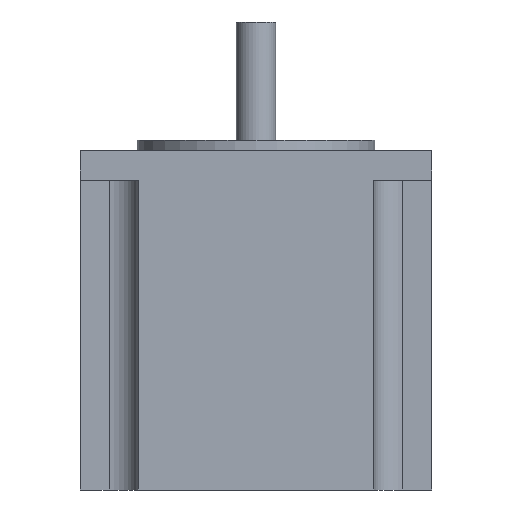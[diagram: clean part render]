
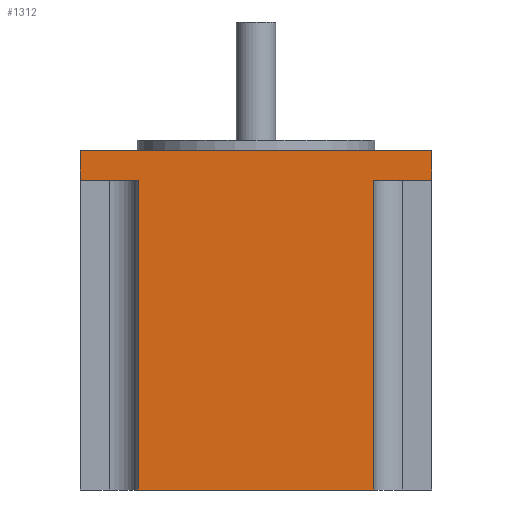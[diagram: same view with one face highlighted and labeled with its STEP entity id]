
A CAD part, left-side view. The second image highlights one B-rep face of the part: STEP entity #1312.
In plain terms, the highlighted planar face has unit normal (-1, 0, 0).
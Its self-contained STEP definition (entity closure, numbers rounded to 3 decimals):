
#33 = VERTEX_POINT('',#34);
#34 = CARTESIAN_POINT('',(-28.2,28.2,49.7));
#43 = PLANE('',#44);
#44 = AXIS2_PLACEMENT_3D('',#45,#46,#47);
#45 = CARTESIAN_POINT('',(-28.2,28.2,0.));
#46 = DIRECTION('',(0.,1.,0.));
#47 = DIRECTION('',(1.,0.,0.));
#55 = PLANE('',#56);
#56 = AXIS2_PLACEMENT_3D('',#57,#58,#59);
#57 = CARTESIAN_POINT('',(-28.2,28.2,49.7));
#58 = DIRECTION('',(0.,0.,1.));
#59 = DIRECTION('',(1.,0.,0.));
#67 = EDGE_CURVE('',#33,#68,#70,.T.);
#68 = VERTEX_POINT('',#69);
#69 = CARTESIAN_POINT('',(-28.2,28.2,54.5));
#70 = SURFACE_CURVE('',#71,(#75,#82),.PCURVE_S1.);
#71 = LINE('',#72,#73);
#72 = CARTESIAN_POINT('',(-28.2,28.2,0.));
#73 = VECTOR('',#74,1.);
#74 = DIRECTION('',(0.,0.,1.));
#75 = PCURVE('',#43,#76);
#76 = DEFINITIONAL_REPRESENTATION('',(#77),#81);
#77 = LINE('',#78,#79);
#78 = CARTESIAN_POINT('',(0.,0.));
#79 = VECTOR('',#80,1.);
#80 = DIRECTION('',(0.,-1.));
#81 = ( GEOMETRIC_REPRESENTATION_CONTEXT(2) 
PARAMETRIC_REPRESENTATION_CONTEXT() REPRESENTATION_CONTEXT('2D SPACE',''
  ) );
#82 = PCURVE('',#83,#88);
#83 = PLANE('',#84);
#84 = AXIS2_PLACEMENT_3D('',#85,#86,#87);
#85 = CARTESIAN_POINT('',(-28.2,-28.2,0.));
#86 = DIRECTION('',(-1.,0.,0.));
#87 = DIRECTION('',(0.,1.,0.));
#88 = DEFINITIONAL_REPRESENTATION('',(#89),#93);
#89 = LINE('',#90,#91);
#90 = CARTESIAN_POINT('',(56.4,0.));
#91 = VECTOR('',#92,1.);
#92 = DIRECTION('',(0.,-1.));
#93 = ( GEOMETRIC_REPRESENTATION_CONTEXT(2) 
PARAMETRIC_REPRESENTATION_CONTEXT() REPRESENTATION_CONTEXT('2D SPACE',''
  ) );
#111 = PLANE('',#112);
#112 = AXIS2_PLACEMENT_3D('',#113,#114,#115);
#113 = CARTESIAN_POINT('',(-28.2,28.2,54.5));
#114 = DIRECTION('',(0.,0.,1.));
#115 = DIRECTION('',(1.,0.,0.));
#223 = PLANE('',#224);
#224 = AXIS2_PLACEMENT_3D('',#225,#226,#227);
#225 = CARTESIAN_POINT('',(-28.2,28.2,0.));
#226 = DIRECTION('',(0.,0.,1.));
#227 = DIRECTION('',(1.,0.,0.));
#265 = EDGE_CURVE('',#33,#266,#268,.T.);
#266 = VERTEX_POINT('',#267);
#267 = CARTESIAN_POINT('',(-28.2,18.9,49.7));
#268 = SURFACE_CURVE('',#269,(#273,#280),.PCURVE_S1.);
#269 = LINE('',#270,#271);
#270 = CARTESIAN_POINT('',(-28.2,28.2,49.7));
#271 = VECTOR('',#272,1.);
#272 = DIRECTION('',(0.,-1.,0.));
#273 = PCURVE('',#55,#274);
#274 = DEFINITIONAL_REPRESENTATION('',(#275),#279);
#275 = LINE('',#276,#277);
#276 = CARTESIAN_POINT('',(0.,0.));
#277 = VECTOR('',#278,1.);
#278 = DIRECTION('',(0.,-1.));
#279 = ( GEOMETRIC_REPRESENTATION_CONTEXT(2) 
PARAMETRIC_REPRESENTATION_CONTEXT() REPRESENTATION_CONTEXT('2D SPACE',''
  ) );
#280 = PCURVE('',#83,#281);
#281 = DEFINITIONAL_REPRESENTATION('',(#282),#286);
#282 = LINE('',#283,#284);
#283 = CARTESIAN_POINT('',(56.4,-49.7));
#284 = VECTOR('',#285,1.);
#285 = DIRECTION('',(-1.,0.));
#286 = ( GEOMETRIC_REPRESENTATION_CONTEXT(2) 
PARAMETRIC_REPRESENTATION_CONTEXT() REPRESENTATION_CONTEXT('2D SPACE',''
  ) );
#304 = PLANE('',#305);
#305 = AXIS2_PLACEMENT_3D('',#306,#307,#308);
#306 = CARTESIAN_POINT('',(-28.2,18.9,0.));
#307 = DIRECTION('',(0.,1.,0.));
#308 = DIRECTION('',(1.,0.,0.));
#484 = VERTEX_POINT('',#485);
#485 = CARTESIAN_POINT('',(-28.2,18.9,0.));
#506 = EDGE_CURVE('',#507,#484,#509,.T.);
#507 = VERTEX_POINT('',#508);
#508 = CARTESIAN_POINT('',(-28.2,-18.9,0.));
#509 = SURFACE_CURVE('',#510,(#514,#521),.PCURVE_S1.);
#510 = LINE('',#511,#512);
#511 = CARTESIAN_POINT('',(-28.2,-28.2,0.));
#512 = VECTOR('',#513,1.);
#513 = DIRECTION('',(0.,1.,0.));
#514 = PCURVE('',#223,#515);
#515 = DEFINITIONAL_REPRESENTATION('',(#516),#520);
#516 = LINE('',#517,#518);
#517 = CARTESIAN_POINT('',(0.,-56.4));
#518 = VECTOR('',#519,1.);
#519 = DIRECTION('',(0.,1.));
#520 = ( GEOMETRIC_REPRESENTATION_CONTEXT(2) 
PARAMETRIC_REPRESENTATION_CONTEXT() REPRESENTATION_CONTEXT('2D SPACE',''
  ) );
#521 = PCURVE('',#83,#522);
#522 = DEFINITIONAL_REPRESENTATION('',(#523),#527);
#523 = LINE('',#524,#525);
#524 = CARTESIAN_POINT('',(0.,0.));
#525 = VECTOR('',#526,1.);
#526 = DIRECTION('',(1.,0.));
#527 = ( GEOMETRIC_REPRESENTATION_CONTEXT(2) 
PARAMETRIC_REPRESENTATION_CONTEXT() REPRESENTATION_CONTEXT('2D SPACE',''
  ) );
#545 = PLANE('',#546);
#546 = AXIS2_PLACEMENT_3D('',#547,#548,#549);
#547 = CARTESIAN_POINT('',(-23.544,-18.9,0.));
#548 = DIRECTION('',(0.,-1.,0.));
#549 = DIRECTION('',(-1.,0.,0.));
#634 = PLANE('',#635);
#635 = AXIS2_PLACEMENT_3D('',#636,#637,#638);
#636 = CARTESIAN_POINT('',(28.2,-28.2,0.));
#637 = DIRECTION('',(0.,-1.,0.));
#638 = DIRECTION('',(-1.,0.,0.));
#1123 = EDGE_CURVE('',#1124,#68,#1126,.T.);
#1124 = VERTEX_POINT('',#1125);
#1125 = CARTESIAN_POINT('',(-28.2,-28.2,54.5));
#1126 = SURFACE_CURVE('',#1127,(#1131,#1138),.PCURVE_S1.);
#1127 = LINE('',#1128,#1129);
#1128 = CARTESIAN_POINT('',(-28.2,-28.2,54.5));
#1129 = VECTOR('',#1130,1.);
#1130 = DIRECTION('',(0.,1.,0.));
#1131 = PCURVE('',#111,#1132);
#1132 = DEFINITIONAL_REPRESENTATION('',(#1133),#1137);
#1133 = LINE('',#1134,#1135);
#1134 = CARTESIAN_POINT('',(0.,-56.4));
#1135 = VECTOR('',#1136,1.);
#1136 = DIRECTION('',(0.,1.));
#1137 = ( GEOMETRIC_REPRESENTATION_CONTEXT(2) 
PARAMETRIC_REPRESENTATION_CONTEXT() REPRESENTATION_CONTEXT('2D SPACE',''
  ) );
#1138 = PCURVE('',#83,#1139);
#1139 = DEFINITIONAL_REPRESENTATION('',(#1140),#1144);
#1140 = LINE('',#1141,#1142);
#1141 = CARTESIAN_POINT('',(0.,-54.5));
#1142 = VECTOR('',#1143,1.);
#1143 = DIRECTION('',(1.,0.));
#1144 = ( GEOMETRIC_REPRESENTATION_CONTEXT(2) 
PARAMETRIC_REPRESENTATION_CONTEXT() REPRESENTATION_CONTEXT('2D SPACE',''
  ) );
#1312 = ADVANCED_FACE('',(#1313),#83,.T.);
#1313 = FACE_BOUND('',#1314,.T.);
#1314 = EDGE_LOOP('',(#1315,#1345,#1366,#1367,#1368,#1369,#1390,#1391));
#1315 = ORIENTED_EDGE('',*,*,#1316,.T.);
#1316 = EDGE_CURVE('',#1317,#1319,#1321,.T.);
#1317 = VERTEX_POINT('',#1318);
#1318 = CARTESIAN_POINT('',(-28.2,-18.9,49.7));
#1319 = VERTEX_POINT('',#1320);
#1320 = CARTESIAN_POINT('',(-28.2,-28.2,49.7));
#1321 = SURFACE_CURVE('',#1322,(#1326,#1333),.PCURVE_S1.);
#1322 = LINE('',#1323,#1324);
#1323 = CARTESIAN_POINT('',(-28.2,-18.9,49.7));
#1324 = VECTOR('',#1325,1.);
#1325 = DIRECTION('',(0.,-1.,0.));
#1326 = PCURVE('',#83,#1327);
#1327 = DEFINITIONAL_REPRESENTATION('',(#1328),#1332);
#1328 = LINE('',#1329,#1330);
#1329 = CARTESIAN_POINT('',(9.3,-49.7));
#1330 = VECTOR('',#1331,1.);
#1331 = DIRECTION('',(-1.,0.));
#1332 = ( GEOMETRIC_REPRESENTATION_CONTEXT(2) 
PARAMETRIC_REPRESENTATION_CONTEXT() REPRESENTATION_CONTEXT('2D SPACE',''
  ) );
#1333 = PCURVE('',#1334,#1339);
#1334 = PLANE('',#1335);
#1335 = AXIS2_PLACEMENT_3D('',#1336,#1337,#1338);
#1336 = CARTESIAN_POINT('',(-23.544,-18.9,49.7));
#1337 = DIRECTION('',(0.,0.,-1.));
#1338 = DIRECTION('',(-1.,0.,0.));
#1339 = DEFINITIONAL_REPRESENTATION('',(#1340),#1344);
#1340 = LINE('',#1341,#1342);
#1341 = CARTESIAN_POINT('',(4.656,0.));
#1342 = VECTOR('',#1343,1.);
#1343 = DIRECTION('',(0.,-1.));
#1344 = ( GEOMETRIC_REPRESENTATION_CONTEXT(2) 
PARAMETRIC_REPRESENTATION_CONTEXT() REPRESENTATION_CONTEXT('2D SPACE',''
  ) );
#1345 = ORIENTED_EDGE('',*,*,#1346,.T.);
#1346 = EDGE_CURVE('',#1319,#1124,#1347,.T.);
#1347 = SURFACE_CURVE('',#1348,(#1352,#1359),.PCURVE_S1.);
#1348 = LINE('',#1349,#1350);
#1349 = CARTESIAN_POINT('',(-28.2,-28.2,0.));
#1350 = VECTOR('',#1351,1.);
#1351 = DIRECTION('',(0.,0.,1.));
#1352 = PCURVE('',#83,#1353);
#1353 = DEFINITIONAL_REPRESENTATION('',(#1354),#1358);
#1354 = LINE('',#1355,#1356);
#1355 = CARTESIAN_POINT('',(0.,0.));
#1356 = VECTOR('',#1357,1.);
#1357 = DIRECTION('',(0.,-1.));
#1358 = ( GEOMETRIC_REPRESENTATION_CONTEXT(2) 
PARAMETRIC_REPRESENTATION_CONTEXT() REPRESENTATION_CONTEXT('2D SPACE',''
  ) );
#1359 = PCURVE('',#634,#1360);
#1360 = DEFINITIONAL_REPRESENTATION('',(#1361),#1365);
#1361 = LINE('',#1362,#1363);
#1362 = CARTESIAN_POINT('',(56.4,0.));
#1363 = VECTOR('',#1364,1.);
#1364 = DIRECTION('',(0.,-1.));
#1365 = ( GEOMETRIC_REPRESENTATION_CONTEXT(2) 
PARAMETRIC_REPRESENTATION_CONTEXT() REPRESENTATION_CONTEXT('2D SPACE',''
  ) );
#1366 = ORIENTED_EDGE('',*,*,#1123,.T.);
#1367 = ORIENTED_EDGE('',*,*,#67,.F.);
#1368 = ORIENTED_EDGE('',*,*,#265,.T.);
#1369 = ORIENTED_EDGE('',*,*,#1370,.F.);
#1370 = EDGE_CURVE('',#484,#266,#1371,.T.);
#1371 = SURFACE_CURVE('',#1372,(#1376,#1383),.PCURVE_S1.);
#1372 = LINE('',#1373,#1374);
#1373 = CARTESIAN_POINT('',(-28.2,18.9,0.));
#1374 = VECTOR('',#1375,1.);
#1375 = DIRECTION('',(0.,0.,1.));
#1376 = PCURVE('',#83,#1377);
#1377 = DEFINITIONAL_REPRESENTATION('',(#1378),#1382);
#1378 = LINE('',#1379,#1380);
#1379 = CARTESIAN_POINT('',(47.1,0.));
#1380 = VECTOR('',#1381,1.);
#1381 = DIRECTION('',(0.,-1.));
#1382 = ( GEOMETRIC_REPRESENTATION_CONTEXT(2) 
PARAMETRIC_REPRESENTATION_CONTEXT() REPRESENTATION_CONTEXT('2D SPACE',''
  ) );
#1383 = PCURVE('',#304,#1384);
#1384 = DEFINITIONAL_REPRESENTATION('',(#1385),#1389);
#1385 = LINE('',#1386,#1387);
#1386 = CARTESIAN_POINT('',(0.,0.));
#1387 = VECTOR('',#1388,1.);
#1388 = DIRECTION('',(0.,-1.));
#1389 = ( GEOMETRIC_REPRESENTATION_CONTEXT(2) 
PARAMETRIC_REPRESENTATION_CONTEXT() REPRESENTATION_CONTEXT('2D SPACE',''
  ) );
#1390 = ORIENTED_EDGE('',*,*,#506,.F.);
#1391 = ORIENTED_EDGE('',*,*,#1392,.T.);
#1392 = EDGE_CURVE('',#507,#1317,#1393,.T.);
#1393 = SURFACE_CURVE('',#1394,(#1398,#1405),.PCURVE_S1.);
#1394 = LINE('',#1395,#1396);
#1395 = CARTESIAN_POINT('',(-28.2,-18.9,0.));
#1396 = VECTOR('',#1397,1.);
#1397 = DIRECTION('',(0.,0.,1.));
#1398 = PCURVE('',#83,#1399);
#1399 = DEFINITIONAL_REPRESENTATION('',(#1400),#1404);
#1400 = LINE('',#1401,#1402);
#1401 = CARTESIAN_POINT('',(9.3,0.));
#1402 = VECTOR('',#1403,1.);
#1403 = DIRECTION('',(0.,-1.));
#1404 = ( GEOMETRIC_REPRESENTATION_CONTEXT(2) 
PARAMETRIC_REPRESENTATION_CONTEXT() REPRESENTATION_CONTEXT('2D SPACE',''
  ) );
#1405 = PCURVE('',#545,#1406);
#1406 = DEFINITIONAL_REPRESENTATION('',(#1407),#1411);
#1407 = LINE('',#1408,#1409);
#1408 = CARTESIAN_POINT('',(4.656,0.));
#1409 = VECTOR('',#1410,1.);
#1410 = DIRECTION('',(0.,-1.));
#1411 = ( GEOMETRIC_REPRESENTATION_CONTEXT(2) 
PARAMETRIC_REPRESENTATION_CONTEXT() REPRESENTATION_CONTEXT('2D SPACE',''
  ) );
